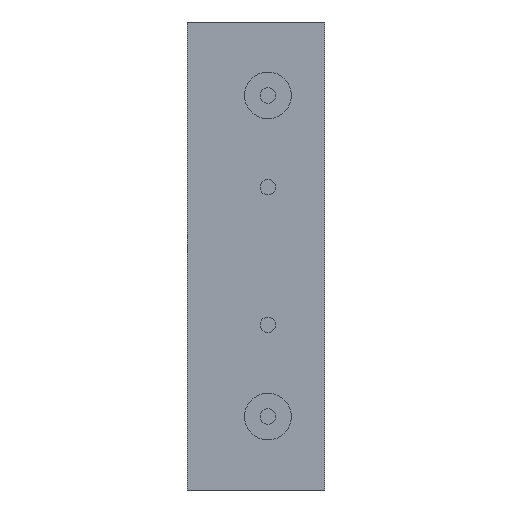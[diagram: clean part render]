
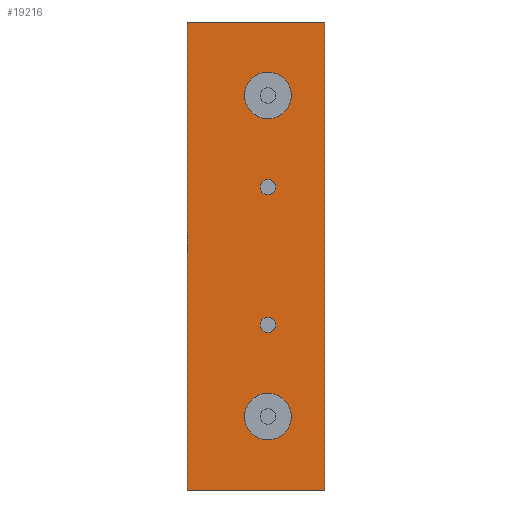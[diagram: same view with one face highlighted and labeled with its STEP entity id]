
A CAD part, left-side view. The second image highlights one B-rep face of the part: STEP entity #19216.
In plain terms, the highlighted planar face has unit normal (-1, 0, 0).
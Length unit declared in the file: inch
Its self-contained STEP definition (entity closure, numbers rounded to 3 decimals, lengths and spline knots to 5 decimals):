
#416 = VERTEX_POINT ( 'NONE', #2769 ) ;
#446 = FACE_BOUND ( 'NONE', #10070, .T. ) ;
#798 = ORIENTED_EDGE ( 'NONE', *, *, #12427, .F. ) ;
#1127 = CARTESIAN_POINT ( 'NONE',  ( -0.1925, 0.062, -0.175 ) ) ;
#1468 = AXIS2_PLACEMENT_3D ( 'NONE', #21918, #16397, #9514 ) ;
#1678 = EDGE_CURVE ( 'NONE', #416, #22206, #22859, .T. ) ;
#1714 = EDGE_CURVE ( 'NONE', #22087, #416, #3117, .T. ) ;
#1819 = VERTEX_POINT ( 'NONE', #16124 ) ;
#2214 = DIRECTION ( 'NONE',  ( 0., 0., -1. ) ) ;
#2383 = DIRECTION ( 'NONE',  ( 0., 0., 1. ) ) ;
#2508 = DIRECTION ( 'NONE',  ( 0., -1., 0. ) ) ;
#2769 = CARTESIAN_POINT ( 'NONE',  ( -0.1925, 0., -0.255 ) ) ;
#2794 = VERTEX_POINT ( 'NONE', #22773 ) ;
#3076 = CARTESIAN_POINT ( 'NONE',  ( -0.1925, 0.062, -0.2005 ) ) ;
#3117 = LINE ( 'NONE', #8785, #12219 ) ;
#3550 = EDGE_CURVE ( 'NONE', #22599, #2794, #22861, .T. ) ;
#4753 = DIRECTION ( 'NONE',  ( 0., 0., 1. ) ) ;
#5007 = VERTEX_POINT ( 'NONE', #8640 ) ;
#5749 = FACE_OUTER_BOUND ( 'NONE', #18319, .T. ) ;
#6122 = AXIS2_PLACEMENT_3D ( 'NONE', #20689, #17290, #4753 ) ;
#6423 = CARTESIAN_POINT ( 'NONE',  ( -0.1925, 0., 0.255 ) ) ;
#6424 = DIRECTION ( 'NONE',  ( 0., 0., 1. ) ) ;
#6713 = ORIENTED_EDGE ( 'NONE', *, *, #3550, .F. ) ;
#7234 = AXIS2_PLACEMENT_3D ( 'NONE', #16411, #11071, #2214 ) ;
#7720 = CIRCLE ( 'NONE', #9603, 0.0255 ) ;
#7948 = ORIENTED_EDGE ( 'NONE', *, *, #12943, .F. ) ;
#8640 = CARTESIAN_POINT ( 'NONE',  ( -0.1925, 0.062, 0.2005 ) ) ;
#8785 = CARTESIAN_POINT ( 'NONE',  ( -0.1925, 0.15, -0.255 ) ) ;
#9010 = ORIENTED_EDGE ( 'NONE', *, *, #22536, .F. ) ;
#9181 = PLANE ( 'NONE',  #7234 ) ;
#9514 = DIRECTION ( 'NONE',  ( 0., 0., 1. ) ) ;
#9603 = AXIS2_PLACEMENT_3D ( 'NONE', #11585, #13480, #2383 ) ;
#9832 = CARTESIAN_POINT ( 'NONE',  ( -0.1925, 0.15, -0.255 ) ) ;
#10061 = CARTESIAN_POINT ( 'NONE',  ( -0.1925, 0.15, 0.255 ) ) ;
#10070 = EDGE_LOOP ( 'NONE', ( #9010, #12494 ) ) ;
#10139 = ORIENTED_EDGE ( 'NONE', *, *, #1678, .T. ) ;
#10887 = EDGE_LOOP ( 'NONE', ( #19038, #6713 ) ) ;
#10941 = CARTESIAN_POINT ( 'NONE',  ( -0.1925, 0.15, 0.255 ) ) ;
#11071 = DIRECTION ( 'NONE',  ( 1., 0., 0. ) ) ;
#11585 = CARTESIAN_POINT ( 'NONE',  ( -0.1925, 0.062, 0.175 ) ) ;
#11858 = CARTESIAN_POINT ( 'NONE',  ( -0.1925, 0., 0.255 ) ) ;
#12219 = VECTOR ( 'NONE', #17422, 39.37008 ) ;
#12427 = EDGE_CURVE ( 'NONE', #22087, #17912, #19933, .T. ) ;
#12494 = ORIENTED_EDGE ( 'NONE', *, *, #16096, .F. ) ;
#12943 = EDGE_CURVE ( 'NONE', #17912, #22206, #13247, .T. ) ;
#13247 = LINE ( 'NONE', #10061, #15967 ) ;
#13480 = DIRECTION ( 'NONE',  ( -1., 0., 0. ) ) ;
#13927 = EDGE_CURVE ( 'NONE', #2794, #22599, #22346, .T. ) ;
#14271 = DIRECTION ( 'NONE',  ( 0., 0., 1. ) ) ;
#15415 = ORIENTED_EDGE ( 'NONE', *, *, #1714, .T. ) ;
#15714 = AXIS2_PLACEMENT_3D ( 'NONE', #1127, #17203, #6424 ) ;
#15948 = VECTOR ( 'NONE', #14271, 39.37008 ) ;
#15967 = VECTOR ( 'NONE', #2508, 39.37008 ) ;
#16096 = EDGE_CURVE ( 'NONE', #1819, #5007, #19212, .T. ) ;
#16124 = CARTESIAN_POINT ( 'NONE',  ( -0.1925, 0.062, 0.1495 ) ) ;
#16397 = DIRECTION ( 'NONE',  ( -1., 0., 0. ) ) ;
#16411 = CARTESIAN_POINT ( 'NONE',  ( -0.1925, 0.15, 0.255 ) ) ;
#17203 = DIRECTION ( 'NONE',  ( -1., 0., 0. ) ) ;
#17290 = DIRECTION ( 'NONE',  ( -1., 0., 0. ) ) ;
#17422 = DIRECTION ( 'NONE',  ( 0., -1., 0. ) ) ;
#17912 = VERTEX_POINT ( 'NONE', #19817 ) ;
#18319 = EDGE_LOOP ( 'NONE', ( #10139, #7948, #798, #15415 ) ) ;
#19038 = ORIENTED_EDGE ( 'NONE', *, *, #13927, .F. ) ;
#19212 = CIRCLE ( 'NONE', #1468, 0.0255 ) ;
#19216 = ADVANCED_FACE ( 'NONE', ( #19929, #446, #5749 ), #9181, .F. ) ;
#19745 = VECTOR ( 'NONE', #20959, 39.37008 ) ;
#19817 = CARTESIAN_POINT ( 'NONE',  ( -0.1925, 0.15, 0.255 ) ) ;
#19929 = FACE_BOUND ( 'NONE', #10887, .T. ) ;
#19933 = LINE ( 'NONE', #10941, #15948 ) ;
#20689 = CARTESIAN_POINT ( 'NONE',  ( -0.1925, 0.062, -0.175 ) ) ;
#20959 = DIRECTION ( 'NONE',  ( 0., 0., 1. ) ) ;
#21918 = CARTESIAN_POINT ( 'NONE',  ( -0.1925, 0.062, 0.175 ) ) ;
#22087 = VERTEX_POINT ( 'NONE', #9832 ) ;
#22206 = VERTEX_POINT ( 'NONE', #11858 ) ;
#22346 = CIRCLE ( 'NONE', #6122, 0.0255 ) ;
#22536 = EDGE_CURVE ( 'NONE', #5007, #1819, #7720, .T. ) ;
#22599 = VERTEX_POINT ( 'NONE', #3076 ) ;
#22773 = CARTESIAN_POINT ( 'NONE',  ( -0.1925, 0.062, -0.1495 ) ) ;
#22859 = LINE ( 'NONE', #6423, #19745 ) ;
#22861 = CIRCLE ( 'NONE', #15714, 0.0255 ) ;
